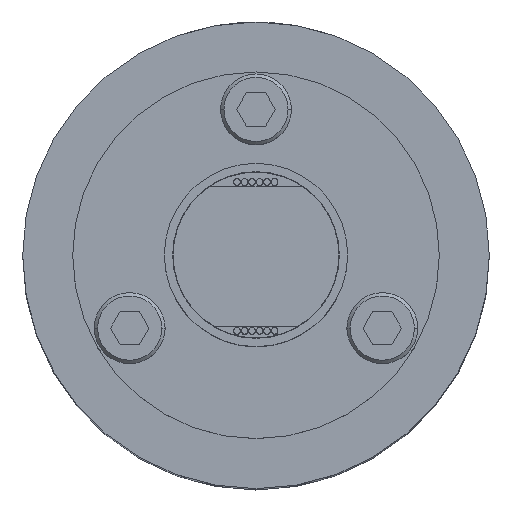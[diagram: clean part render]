
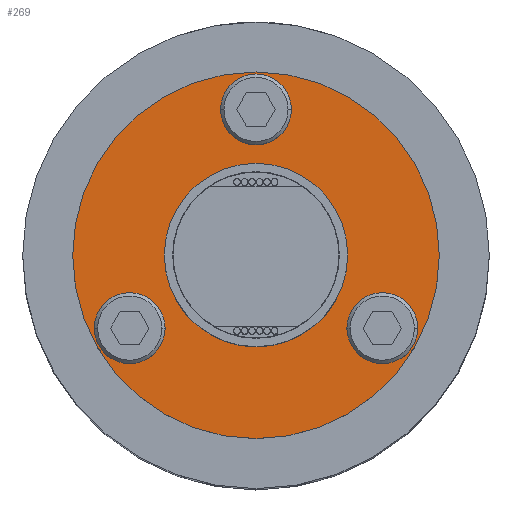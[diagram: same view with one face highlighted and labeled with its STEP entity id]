
A CAD part, top view. The second image highlights one B-rep face of the part: STEP entity #269.
In plain terms, the highlighted planar face has unit normal (0, 0, 1).
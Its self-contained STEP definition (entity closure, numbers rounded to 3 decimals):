
#8 = CIRCLE ( 'NONE', #2944, 4.25 ) ;
#14 = EDGE_LOOP ( 'NONE', ( #3505, #6072 ) ) ;
#65 = EDGE_CURVE ( 'NONE', #2933, #2430, #8, .T. ) ;
#66 = EDGE_CURVE ( 'NONE', #5751, #6230, #4088, .T. ) ;
#104 = EDGE_CURVE ( 'NONE', #2430, #2933, #5131, .T. ) ;
#181 = CIRCLE ( 'NONE', #2064, 11. ) ;
#243 = FACE_BOUND ( 'NONE', #4766, .T. ) ;
#269 = ADVANCED_FACE ( 'NONE', ( #5679, #1903, #2943, #1587, #243 ), #2229, .T. ) ;
#330 = CARTESIAN_POINT ( 'NONE',  ( -11., 0., 94.4 ) ) ;
#358 = DIRECTION ( 'NONE',  ( 1., 0., 0. ) ) ;
#421 = CARTESIAN_POINT ( 'NONE',  ( 22., 0., 94.4 ) ) ;
#425 = CARTESIAN_POINT ( 'NONE',  ( 11., 0., 94.4 ) ) ;
#534 = CARTESIAN_POINT ( 'NONE',  ( -10.905, -8.75, 94.4 ) ) ;
#579 = EDGE_CURVE ( 'NONE', #4235, #1160, #2687, .T. ) ;
#625 = AXIS2_PLACEMENT_3D ( 'NONE', #5078, #5065, #6099 ) ;
#640 = ORIENTED_EDGE ( 'NONE', *, *, #4253, .T. ) ;
#766 = DIRECTION ( 'NONE',  ( 1., 0., 0. ) ) ;
#782 = DIRECTION ( 'NONE',  ( 0., 0., 1. ) ) ;
#804 = VERTEX_POINT ( 'NONE', #421 ) ;
#905 = CARTESIAN_POINT ( 'NONE',  ( 0., 0., 94.4 ) ) ;
#1043 = EDGE_CURVE ( 'NONE', #804, #2690, #2662, .T. ) ;
#1160 = VERTEX_POINT ( 'NONE', #3605 ) ;
#1269 = ORIENTED_EDGE ( 'NONE', *, *, #4771, .F. ) ;
#1348 = ORIENTED_EDGE ( 'NONE', *, *, #104, .F. ) ;
#1384 = CARTESIAN_POINT ( 'NONE',  ( -19.405, -8.75, 94.4 ) ) ;
#1413 = EDGE_LOOP ( 'NONE', ( #1269, #6385 ) ) ;
#1587 = FACE_BOUND ( 'NONE', #3098, .T. ) ;
#1630 = EDGE_CURVE ( 'NONE', #6611, #5305, #2167, .T. ) ;
#1652 = ORIENTED_EDGE ( 'NONE', *, *, #579, .F. ) ;
#1803 = CARTESIAN_POINT ( 'NONE',  ( -22., 0., 94.4 ) ) ;
#1811 = ORIENTED_EDGE ( 'NONE', *, *, #1043, .T. ) ;
#1880 = EDGE_LOOP ( 'NONE', ( #640, #1811 ) ) ;
#1903 = FACE_BOUND ( 'NONE', #14, .T. ) ;
#2064 = AXIS2_PLACEMENT_3D ( 'NONE', #2723, #6303, #3235 ) ;
#2167 = CIRCLE ( 'NONE', #625, 4.25 ) ;
#2229 = PLANE ( 'NONE',  #3155 ) ;
#2337 = AXIS2_PLACEMENT_3D ( 'NONE', #4914, #5942, #4861 ) ;
#2425 = AXIS2_PLACEMENT_3D ( 'NONE', #3874, #3943, #3414 ) ;
#2430 = VERTEX_POINT ( 'NONE', #1384 ) ;
#2662 = CIRCLE ( 'NONE', #2425, 22. ) ;
#2687 = CIRCLE ( 'NONE', #2337, 4.25 ) ;
#2690 = VERTEX_POINT ( 'NONE', #1803 ) ;
#2723 = CARTESIAN_POINT ( 'NONE',  ( 0., 0., 94.4 ) ) ;
#2871 = CARTESIAN_POINT ( 'NONE',  ( 0., 17.5, 94.4 ) ) ;
#2906 = DIRECTION ( 'NONE',  ( 0., 0., 1. ) ) ;
#2933 = VERTEX_POINT ( 'NONE', #534 ) ;
#2943 = FACE_OUTER_BOUND ( 'NONE', #1880, .T. ) ;
#2944 = AXIS2_PLACEMENT_3D ( 'NONE', #5446, #5389, #5368 ) ;
#3098 = EDGE_LOOP ( 'NONE', ( #1652, #4080 ) ) ;
#3155 = AXIS2_PLACEMENT_3D ( 'NONE', #905, #782, #766 ) ;
#3235 = DIRECTION ( 'NONE',  ( 1., 0., 0. ) ) ;
#3383 = DIRECTION ( 'NONE',  ( 1., 0., 0. ) ) ;
#3406 = DIRECTION ( 'NONE',  ( 0., 0., 1. ) ) ;
#3414 = DIRECTION ( 'NONE',  ( 1., 0., 0. ) ) ;
#3505 = ORIENTED_EDGE ( 'NONE', *, *, #4601, .T. ) ;
#3538 = CARTESIAN_POINT ( 'NONE',  ( 10.905, -8.75, 94.4 ) ) ;
#3605 = CARTESIAN_POINT ( 'NONE',  ( 4.25, 17.5, 94.4 ) ) ;
#3619 = CIRCLE ( 'NONE', #5090, 22. ) ;
#3874 = CARTESIAN_POINT ( 'NONE',  ( 0., 0., 94.4 ) ) ;
#3943 = DIRECTION ( 'NONE',  ( 0., 0., 1. ) ) ;
#3986 = AXIS2_PLACEMENT_3D ( 'NONE', #5319, #5303, #5296 ) ;
#4080 = ORIENTED_EDGE ( 'NONE', *, *, #5163, .F. ) ;
#4088 = CIRCLE ( 'NONE', #3986, 11. ) ;
#4235 = VERTEX_POINT ( 'NONE', #5431 ) ;
#4253 = EDGE_CURVE ( 'NONE', #2690, #804, #3619, .T. ) ;
#4601 = EDGE_CURVE ( 'NONE', #6230, #5751, #181, .T. ) ;
#4679 = AXIS2_PLACEMENT_3D ( 'NONE', #4872, #4852, #4835 ) ;
#4766 = EDGE_LOOP ( 'NONE', ( #1348, #5126 ) ) ;
#4771 = EDGE_CURVE ( 'NONE', #5305, #6611, #4992, .T. ) ;
#4835 = DIRECTION ( 'NONE',  ( -0.5, 0.866, 0. ) ) ;
#4852 = DIRECTION ( 'NONE',  ( 0., 0., 1. ) ) ;
#4861 = DIRECTION ( 'NONE',  ( 1., 0., 0. ) ) ;
#4872 = CARTESIAN_POINT ( 'NONE',  ( -15.155, -8.75, 94.4 ) ) ;
#4914 = CARTESIAN_POINT ( 'NONE',  ( 0., 17.5, 94.4 ) ) ;
#4992 = CIRCLE ( 'NONE', #5522, 4.25 ) ;
#5065 = DIRECTION ( 'NONE',  ( 0., 0., 1. ) ) ;
#5078 = CARTESIAN_POINT ( 'NONE',  ( 15.155, -8.75, 94.4 ) ) ;
#5090 = AXIS2_PLACEMENT_3D ( 'NONE', #6475, #3406, #358 ) ;
#5126 = ORIENTED_EDGE ( 'NONE', *, *, #65, .F. ) ;
#5131 = CIRCLE ( 'NONE', #4679, 4.25 ) ;
#5163 = EDGE_CURVE ( 'NONE', #1160, #4235, #5621, .T. ) ;
#5236 = CARTESIAN_POINT ( 'NONE',  ( 19.405, -8.75, 94.4 ) ) ;
#5296 = DIRECTION ( 'NONE',  ( 1., 0., 0. ) ) ;
#5303 = DIRECTION ( 'NONE',  ( 0., 0., -1. ) ) ;
#5305 = VERTEX_POINT ( 'NONE', #3538 ) ;
#5319 = CARTESIAN_POINT ( 'NONE',  ( 0., 0., 94.4 ) ) ;
#5368 = DIRECTION ( 'NONE',  ( -0.5, 0.866, 0. ) ) ;
#5389 = DIRECTION ( 'NONE',  ( 0., 0., 1. ) ) ;
#5431 = CARTESIAN_POINT ( 'NONE',  ( -4.25, 17.5, 94.4 ) ) ;
#5446 = CARTESIAN_POINT ( 'NONE',  ( -15.155, -8.75, 94.4 ) ) ;
#5522 = AXIS2_PLACEMENT_3D ( 'NONE', #5969, #2906, #6490 ) ;
#5621 = CIRCLE ( 'NONE', #5937, 4.25 ) ;
#5679 = FACE_BOUND ( 'NONE', #1413, .T. ) ;
#5751 = VERTEX_POINT ( 'NONE', #425 ) ;
#5937 = AXIS2_PLACEMENT_3D ( 'NONE', #2871, #6450, #3383 ) ;
#5942 = DIRECTION ( 'NONE',  ( 0., 0., 1. ) ) ;
#5969 = CARTESIAN_POINT ( 'NONE',  ( 15.155, -8.75, 94.4 ) ) ;
#6072 = ORIENTED_EDGE ( 'NONE', *, *, #66, .T. ) ;
#6099 = DIRECTION ( 'NONE',  ( -0.5, -0.866, 0. ) ) ;
#6230 = VERTEX_POINT ( 'NONE', #330 ) ;
#6303 = DIRECTION ( 'NONE',  ( 0., 0., -1. ) ) ;
#6385 = ORIENTED_EDGE ( 'NONE', *, *, #1630, .F. ) ;
#6450 = DIRECTION ( 'NONE',  ( 0., 0., 1. ) ) ;
#6475 = CARTESIAN_POINT ( 'NONE',  ( 0., 0., 94.4 ) ) ;
#6490 = DIRECTION ( 'NONE',  ( -0.5, -0.866, 0. ) ) ;
#6611 = VERTEX_POINT ( 'NONE', #5236 ) ;
